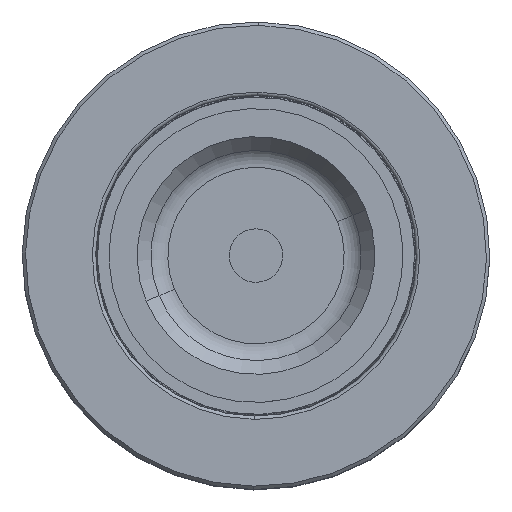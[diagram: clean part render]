
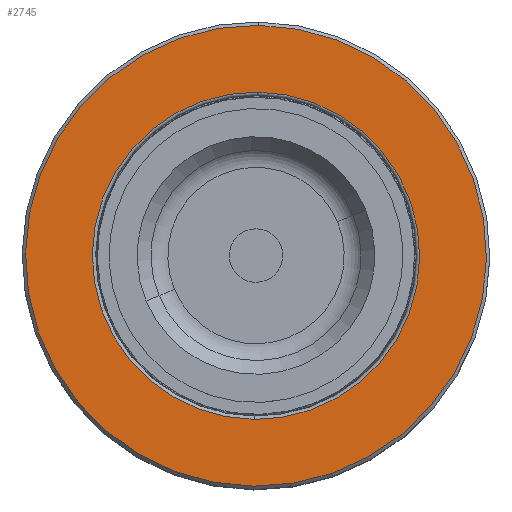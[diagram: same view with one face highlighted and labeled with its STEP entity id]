
A CAD part, top view. The second image highlights one B-rep face of the part: STEP entity #2745.
In plain terms, the highlighted face is planar.
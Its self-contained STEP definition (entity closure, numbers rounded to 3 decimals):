
#307 = EDGE_CURVE ( 'NONE', #43291, #45560, #2471, .T. ) ;
#1165 = CIRCLE ( 'NONE', #53494, 24.5 ) ;
#2471 = CIRCLE ( 'NONE', #48951, 24.5 ) ;
#2700 = DIRECTION ( 'NONE',  ( 0., 0., 1. ) ) ;
#2745 = ADVANCED_FACE ( 'NONE', ( #32457, #3020 ), #44545, .T. ) ;
#3020 = FACE_OUTER_BOUND ( 'NONE', #12218, .T. ) ;
#6046 = DIRECTION ( 'NONE',  ( 0., 0., -1. ) ) ;
#10708 = CARTESIAN_POINT ( 'NONE',  ( 0., 35.687, 24.5 ) ) ;
#11883 = DIRECTION ( 'NONE',  ( 0., 0., -1. ) ) ;
#12218 = EDGE_LOOP ( 'NONE', ( #28835, #35576 ) ) ;
#14348 = ORIENTED_EDGE ( 'NONE', *, *, #22002, .T. ) ;
#14491 = CARTESIAN_POINT ( 'NONE',  ( 0., 35.687, 0. ) ) ;
#15533 = EDGE_CURVE ( 'NONE', #44222, #39796, #22023, .T. ) ;
#17707 = DIRECTION ( 'NONE',  ( 0., 0., -1. ) ) ;
#19727 = DIRECTION ( 'NONE',  ( 0., 1., 0. ) ) ;
#19915 = CARTESIAN_POINT ( 'NONE',  ( 34.5, 35.687, 0. ) ) ;
#20165 = DIRECTION ( 'NONE',  ( 0., 0., -1. ) ) ;
#21596 = CARTESIAN_POINT ( 'NONE',  ( 0., 35.687, -34.5 ) ) ;
#22002 = EDGE_CURVE ( 'NONE', #45560, #43291, #1165, .T. ) ;
#22023 = CIRCLE ( 'NONE', #54159, 34.5 ) ;
#22154 = DIRECTION ( 'NONE',  ( 0., -1., 0. ) ) ;
#22684 = DIRECTION ( 'NONE',  ( 0., -1., 0. ) ) ;
#23940 = AXIS2_PLACEMENT_3D ( 'NONE', #19915, #19727, #2700 ) ;
#24865 = CARTESIAN_POINT ( 'NONE',  ( 0., 35.687, 34.5 ) ) ;
#26114 = CARTESIAN_POINT ( 'NONE',  ( 0., 35.687, -24.5 ) ) ;
#28835 = ORIENTED_EDGE ( 'NONE', *, *, #53513, .F. ) ;
#28845 = DIRECTION ( 'NONE',  ( 0., -1., 0. ) ) ;
#32457 = FACE_BOUND ( 'NONE', #53416, .T. ) ;
#35576 = ORIENTED_EDGE ( 'NONE', *, *, #15533, .F. ) ;
#38964 = CARTESIAN_POINT ( 'NONE',  ( 0., 35.687, 0. ) ) ;
#39796 = VERTEX_POINT ( 'NONE', #21596 ) ;
#39917 = CIRCLE ( 'NONE', #47766, 34.5 ) ;
#41641 = CARTESIAN_POINT ( 'NONE',  ( 0., 35.687, 0. ) ) ;
#41827 = DIRECTION ( 'NONE',  ( 0., -1., 0. ) ) ;
#43291 = VERTEX_POINT ( 'NONE', #26114 ) ;
#44222 = VERTEX_POINT ( 'NONE', #24865 ) ;
#44545 = PLANE ( 'NONE',  #23940 ) ;
#45560 = VERTEX_POINT ( 'NONE', #10708 ) ;
#47766 = AXIS2_PLACEMENT_3D ( 'NONE', #41641, #41827, #20165 ) ;
#48951 = AXIS2_PLACEMENT_3D ( 'NONE', #14491, #22684, #6046 ) ;
#52625 = ORIENTED_EDGE ( 'NONE', *, *, #307, .T. ) ;
#53416 = EDGE_LOOP ( 'NONE', ( #52625, #14348 ) ) ;
#53494 = AXIS2_PLACEMENT_3D ( 'NONE', #38964, #22154, #17707 ) ;
#53513 = EDGE_CURVE ( 'NONE', #39796, #44222, #39917, .T. ) ;
#54159 = AXIS2_PLACEMENT_3D ( 'NONE', #54946, #28845, #11883 ) ;
#54946 = CARTESIAN_POINT ( 'NONE',  ( 0., 35.687, 0. ) ) ;
